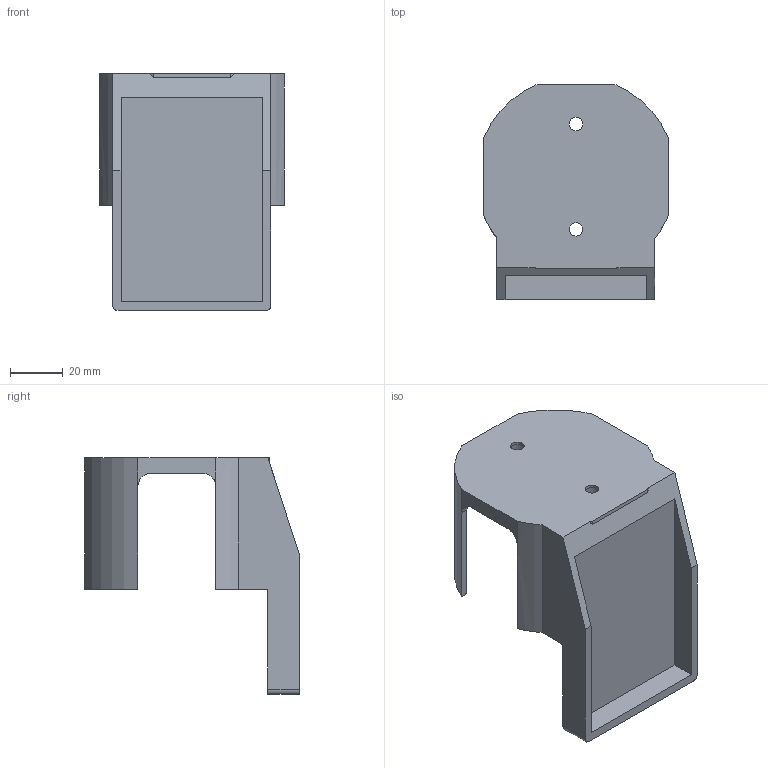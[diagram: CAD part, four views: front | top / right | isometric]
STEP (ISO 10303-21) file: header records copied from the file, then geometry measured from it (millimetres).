
FILE_DESCRIPTION(/* description */ ('STEP AP242','CAx-IF Rec.Pracs.---Representation and Presentation of Product Manufacturing Information (PMI)---4.0---2014-10-13','CAx-IF Rec.Pracs.---3D Tessellated Geometry---0.4---2014-09-14','2;1'),/* implementation_level */ '2;1');
FILE_NAME(/* name */ '67333e6b54ce8c2541869e65',/* time_stamp */ '2024-11-12T11:39:24Z',/* author */ (''),/* organization */ (''),/* preprocessor_version */ 'ST-DEVELOPER v20',/* originating_system */ 'ONSHAPE BY PTC INC, 1.189',/* authorisation */ ' ');
FILE_SCHEMA (('AP242_MANAGED_MODEL_BASED_3D_ENGINEERING_MIM_LF { 1 0 10303 442 1 1 4 }'));
Length unit declared in the file: metre
Products named in the file (1): DummyInput_Back
Bounding box: 70 x 81.5 x 89.93 mm (x, y, z)
Volume: 65052.3 mm3; surface area: 32865.1 mm2
Topology: 1 solids, 1 shells, 62 faces, 160 edges, 102 vertices
Faces by surface type: plane 30, cylinder 22, torus 8, bspline 2
Full cylindrical faces by diameter (mm): 5.1 x2, 8.2 x1, 9 x1
Entity records: 1938 total; most frequent: CARTESIAN_POINT 419, ORIENTED_EDGE 312, DIRECTION 302, EDGE_CURVE 156, AXIS2_PLACEMENT_3D 105, VERTEX_POINT 102, LINE 92, VECTOR 92
